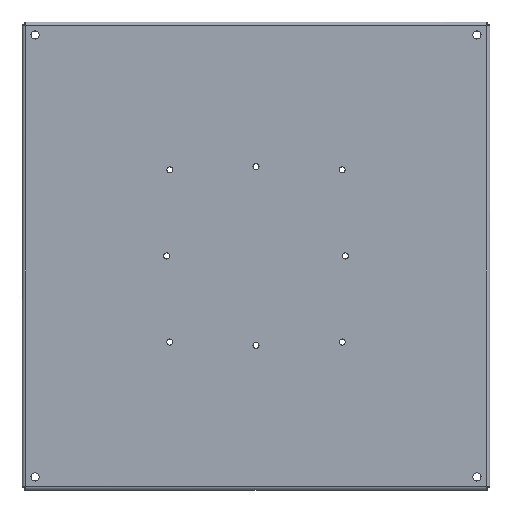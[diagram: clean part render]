
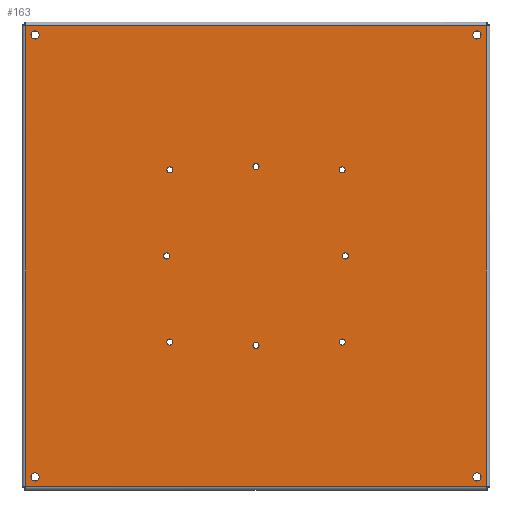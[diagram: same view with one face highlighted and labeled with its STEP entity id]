
A CAD part, top view. The second image highlights one B-rep face of the part: STEP entity #163.
In plain terms, the highlighted planar face has unit normal (0, 0, 1).
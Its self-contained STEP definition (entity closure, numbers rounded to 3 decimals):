
#163 = ADVANCED_FACE( '', ( #341, #342, #343, #344, #345, #346, #347, #348, #349, #350, #351, #352, #353 ), #354, .T. );
#341 = FACE_BOUND( '', #647, .T. );
#342 = FACE_BOUND( '', #648, .T. );
#343 = FACE_BOUND( '', #649, .T. );
#344 = FACE_BOUND( '', #650, .T. );
#345 = FACE_BOUND( '', #651, .T. );
#346 = FACE_BOUND( '', #652, .T. );
#347 = FACE_BOUND( '', #653, .T. );
#348 = FACE_BOUND( '', #654, .T. );
#349 = FACE_BOUND( '', #655, .T. );
#350 = FACE_BOUND( '', #656, .T. );
#351 = FACE_BOUND( '', #657, .T. );
#352 = FACE_BOUND( '', #658, .T. );
#353 = FACE_OUTER_BOUND( '', #659, .T. );
#354 = PLANE( '', #660 );
#647 = EDGE_LOOP( '', ( #988 ) );
#648 = EDGE_LOOP( '', ( #989 ) );
#649 = EDGE_LOOP( '', ( #990 ) );
#650 = EDGE_LOOP( '', ( #991 ) );
#651 = EDGE_LOOP( '', ( #992 ) );
#652 = EDGE_LOOP( '', ( #993 ) );
#653 = EDGE_LOOP( '', ( #994 ) );
#654 = EDGE_LOOP( '', ( #995 ) );
#655 = EDGE_LOOP( '', ( #996 ) );
#656 = EDGE_LOOP( '', ( #997 ) );
#657 = EDGE_LOOP( '', ( #998 ) );
#658 = EDGE_LOOP( '', ( #999 ) );
#659 = EDGE_LOOP( '', ( #1000, #1001, #1002, #1003 ) );
#660 = AXIS2_PLACEMENT_3D( '', #1004, #1005, #1006 );
#988 = ORIENTED_EDGE( '', *, *, #1419, .T. );
#989 = ORIENTED_EDGE( '', *, *, #1416, .T. );
#990 = ORIENTED_EDGE( '', *, *, #1420, .T. );
#991 = ORIENTED_EDGE( '', *, *, #1396, .T. );
#992 = ORIENTED_EDGE( '', *, *, #1421, .T. );
#993 = ORIENTED_EDGE( '', *, *, #1422, .T. );
#994 = ORIENTED_EDGE( '', *, *, #1423, .T. );
#995 = ORIENTED_EDGE( '', *, *, #1424, .F. );
#996 = ORIENTED_EDGE( '', *, *, #1425, .T. );
#997 = ORIENTED_EDGE( '', *, *, #1377, .T. );
#998 = ORIENTED_EDGE( '', *, *, #1359, .T. );
#999 = ORIENTED_EDGE( '', *, *, #1388, .T. );
#1000 = ORIENTED_EDGE( '', *, *, #1426, .T. );
#1001 = ORIENTED_EDGE( '', *, *, #1427, .F. );
#1002 = ORIENTED_EDGE( '', *, *, #1428, .T. );
#1003 = ORIENTED_EDGE( '', *, *, #1429, .T. );
#1004 = CARTESIAN_POINT( '', ( 0., 0., 0. ) );
#1005 = DIRECTION( '', ( 0., 0., 1. ) );
#1006 = DIRECTION( '', ( 1., 0., 0. ) );
#1359 = EDGE_CURVE( '', #1543, #1543, #1544, .T. );
#1377 = EDGE_CURVE( '', #1575, #1575, #1576, .T. );
#1388 = EDGE_CURVE( '', #1594, #1594, #1595, .T. );
#1396 = EDGE_CURVE( '', #1608, #1608, #1609, .T. );
#1416 = EDGE_CURVE( '', #1639, #1639, #1640, .T. );
#1419 = EDGE_CURVE( '', #1644, #1644, #1645, .T. );
#1420 = EDGE_CURVE( '', #1646, #1646, #1647, .T. );
#1421 = EDGE_CURVE( '', #1648, #1648, #1649, .T. );
#1422 = EDGE_CURVE( '', #1650, #1650, #1651, .T. );
#1423 = EDGE_CURVE( '', #1652, #1652, #1653, .T. );
#1424 = EDGE_CURVE( '', #1654, #1654, #1655, .T. );
#1425 = EDGE_CURVE( '', #1656, #1656, #1657, .T. );
#1426 = EDGE_CURVE( '', #1604, #1558, #1658, .T. );
#1427 = EDGE_CURVE( '', #1659, #1558, #1660, .T. );
#1428 = EDGE_CURVE( '', #1659, #1571, #1661, .T. );
#1429 = EDGE_CURVE( '', #1571, #1604, #1662, .T. );
#1543 = VERTEX_POINT( '', #1807 );
#1544 = CIRCLE( '', #1808, 2.972 );
#1558 = VERTEX_POINT( '', #1826 );
#1571 = VERTEX_POINT( '', #1869 );
#1575 = VERTEX_POINT( '', #1883 );
#1576 = CIRCLE( '', #1884, 2.972 );
#1594 = VERTEX_POINT( '', #1907 );
#1595 = CIRCLE( '', #1908, 2.972 );
#1604 = VERTEX_POINT( '', #1927 );
#1608 = VERTEX_POINT( '', #1941 );
#1609 = CIRCLE( '', #1942, 3.962 );
#1639 = VERTEX_POINT( '', #2001 );
#1640 = CIRCLE( '', #2002, 3.962 );
#1644 = VERTEX_POINT( '', #2006 );
#1645 = CIRCLE( '', #2007, 3.962 );
#1646 = VERTEX_POINT( '', #2008 );
#1647 = CIRCLE( '', #2009, 3.962 );
#1648 = VERTEX_POINT( '', #2010 );
#1649 = CIRCLE( '', #2011, 2.972 );
#1650 = VERTEX_POINT( '', #2012 );
#1651 = CIRCLE( '', #2013, 2.972 );
#1652 = VERTEX_POINT( '', #2014 );
#1653 = CIRCLE( '', #2015, 2.972 );
#1654 = VERTEX_POINT( '', #2016 );
#1655 = CIRCLE( '', #2017, 2.972 );
#1656 = VERTEX_POINT( '', #2018 );
#1657 = CIRCLE( '', #2019, 2.972 );
#1658 = LINE( '', #2020, #2021 );
#1659 = VERTEX_POINT( '', #2022 );
#1660 = LINE( '', #2023, #2024 );
#1661 = LINE( '', #2025, #2026 );
#1662 = LINE( '', #2027, #2028 );
#1807 = CARTESIAN_POINT( '', ( -81.102, 84.074, 0. ) );
#1808 = AXIS2_PLACEMENT_3D( '', #2294, #2295, #2296 );
#1826 = CARTESIAN_POINT( '', ( 225.12, -225.12, 0. ) );
#1869 = CARTESIAN_POINT( '', ( -225.12, 225.12, 0. ) );
#1883 = CARTESIAN_POINT( '', ( 87.046, 84.074, 0. ) );
#1884 = AXIS2_PLACEMENT_3D( '', #2308, #2309, #2310 );
#1907 = CARTESIAN_POINT( '', ( -81.102, -84.074, 0. ) );
#1908 = AXIS2_PLACEMENT_3D( '', #2325, #2326, #2327 );
#1927 = CARTESIAN_POINT( '', ( -225.12, -225.12, 0. ) );
#1941 = CARTESIAN_POINT( '', ( -211.938, -215.9, 0. ) );
#1942 = AXIS2_PLACEMENT_3D( '', #2333, #2334, #2335 );
#2001 = CARTESIAN_POINT( '', ( 219.862, 215.9, 0. ) );
#2002 = AXIS2_PLACEMENT_3D( '', #2350, #2351, #2352 );
#2006 = CARTESIAN_POINT( '', ( -211.938, 215.9, 0. ) );
#2007 = AXIS2_PLACEMENT_3D( '', #2356, #2357, #2358 );
#2008 = CARTESIAN_POINT( '', ( 219.862, -215.9, 0. ) );
#2009 = AXIS2_PLACEMENT_3D( '', #2359, #2360, #2361 );
#2010 = CARTESIAN_POINT( '', ( 90.221, 0., 0. ) );
#2011 = AXIS2_PLACEMENT_3D( '', #2362, #2363, #2364 );
#2012 = CARTESIAN_POINT( '', ( 2.972, -87.249, 0. ) );
#2013 = AXIS2_PLACEMENT_3D( '', #2365, #2366, #2367 );
#2014 = CARTESIAN_POINT( '', ( -84.277, 0., 0. ) );
#2015 = AXIS2_PLACEMENT_3D( '', #2368, #2369, #2370 );
#2016 = CARTESIAN_POINT( '', ( 2.972, 87.249, 0. ) );
#2017 = AXIS2_PLACEMENT_3D( '', #2371, #2372, #2373 );
#2018 = CARTESIAN_POINT( '', ( 87.046, -84.074, 0. ) );
#2019 = AXIS2_PLACEMENT_3D( '', #2374, #2375, #2376 );
#2020 = CARTESIAN_POINT( '', ( 225.12, -225.12, 0. ) );
#2021 = VECTOR( '', #2377, 1000. );
#2022 = CARTESIAN_POINT( '', ( 225.12, 225.12, 0. ) );
#2023 = CARTESIAN_POINT( '', ( 225.12, 225.12, 0. ) );
#2024 = VECTOR( '', #2378, 1000. );
#2025 = CARTESIAN_POINT( '', ( -228.6, 225.12, 0. ) );
#2026 = VECTOR( '', #2379, 1000. );
#2027 = CARTESIAN_POINT( '', ( -225.12, -228.6, 0. ) );
#2028 = VECTOR( '', #2380, 1000. );
#2294 = CARTESIAN_POINT( '', ( -84.074, 84.074, 0. ) );
#2295 = DIRECTION( '', ( 0., 0., -1. ) );
#2296 = DIRECTION( '', ( 1., 0., 0. ) );
#2308 = CARTESIAN_POINT( '', ( 84.074, 84.074, 0. ) );
#2309 = DIRECTION( '', ( 0., 0., -1. ) );
#2310 = DIRECTION( '', ( 1., 0., 0. ) );
#2325 = CARTESIAN_POINT( '', ( -84.074, -84.074, 0. ) );
#2326 = DIRECTION( '', ( 0., 0., -1. ) );
#2327 = DIRECTION( '', ( 1., 0., 0. ) );
#2333 = CARTESIAN_POINT( '', ( -215.9, -215.9, 0. ) );
#2334 = DIRECTION( '', ( 0., 0., -1. ) );
#2335 = DIRECTION( '', ( 1., 0., 0. ) );
#2350 = CARTESIAN_POINT( '', ( 215.9, 215.9, 0. ) );
#2351 = DIRECTION( '', ( 0., 0., -1. ) );
#2352 = DIRECTION( '', ( 1., 0., 0. ) );
#2356 = CARTESIAN_POINT( '', ( -215.9, 215.9, 0. ) );
#2357 = DIRECTION( '', ( 0., 0., -1. ) );
#2358 = DIRECTION( '', ( 1., 0., 0. ) );
#2359 = CARTESIAN_POINT( '', ( 215.9, -215.9, 0. ) );
#2360 = DIRECTION( '', ( 0., 0., -1. ) );
#2361 = DIRECTION( '', ( 1., 0., 0. ) );
#2362 = CARTESIAN_POINT( '', ( 87.249, 0., 0. ) );
#2363 = DIRECTION( '', ( 0., 0., -1. ) );
#2364 = DIRECTION( '', ( 1., 0., 0. ) );
#2365 = CARTESIAN_POINT( '', ( 0., -87.249, 0. ) );
#2366 = DIRECTION( '', ( 0., 0., -1. ) );
#2367 = DIRECTION( '', ( 1., 0., 0. ) );
#2368 = CARTESIAN_POINT( '', ( -87.249, 0., 0. ) );
#2369 = DIRECTION( '', ( 0., 0., -1. ) );
#2370 = DIRECTION( '', ( 1., 0., 0. ) );
#2371 = CARTESIAN_POINT( '', ( 0., 87.249, 0. ) );
#2372 = DIRECTION( '', ( 0., 0., 1. ) );
#2373 = DIRECTION( '', ( 1., 0., 0. ) );
#2374 = CARTESIAN_POINT( '', ( 84.074, -84.074, 0. ) );
#2375 = DIRECTION( '', ( 0., 0., -1. ) );
#2376 = DIRECTION( '', ( 1., 0., 0. ) );
#2377 = DIRECTION( '', ( 1., 0., 0. ) );
#2378 = DIRECTION( '', ( 0., -1., 0. ) );
#2379 = DIRECTION( '', ( -1., 0., 0. ) );
#2380 = DIRECTION( '', ( 0., -1., 0. ) );
